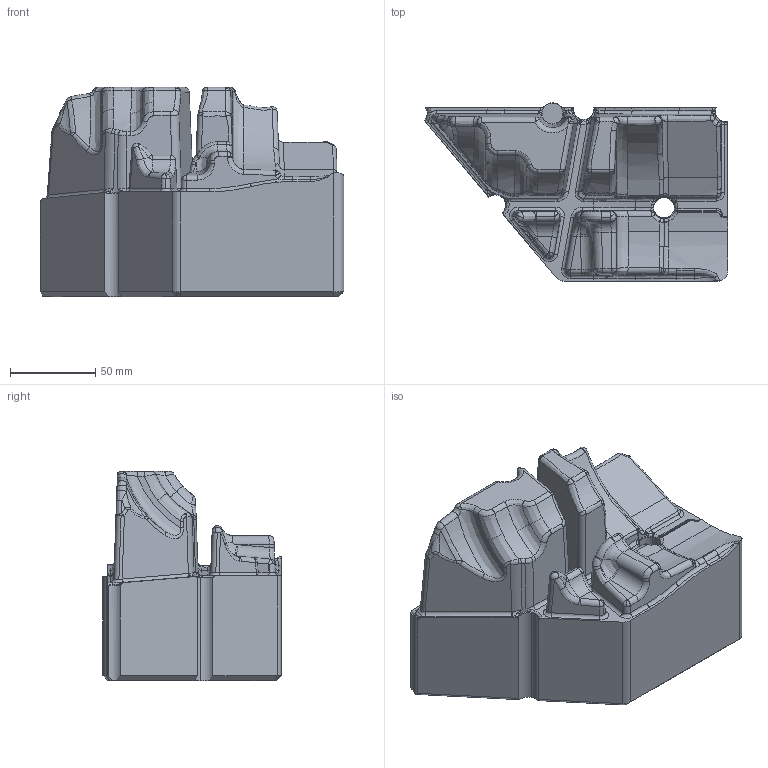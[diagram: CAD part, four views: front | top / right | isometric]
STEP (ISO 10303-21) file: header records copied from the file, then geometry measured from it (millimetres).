
FILE_DESCRIPTION(('CATIA V5 STEP Exchange'),'2;1');
FILE_NAME('RDU_450_LA2 CA Cooling Standard Size.stp','2019-11-26T13:48:37+00:00',('none'),('none'),'CATIA Version 5-6 Release 2016 SP5','CATIA V5 STEP AP203','none');
FILE_SCHEMA(('CONFIG_CONTROL_DESIGN'));
Products named in the file (1): CAS020AL00-22100-00
Bounding box: 178.35 x 104.71 x 122.96 mm (x, y, z)
Volume: 1146832.8 mm3; surface area: 104880.3 mm2
Topology: 1 solids, 1 shells, 543 faces, 1909 edges, 1325 vertices
Faces by surface type: bspline 212, cylinder 143, torus 64, plane 52, sphere 39, cone 31, extrusion 2
Entity records: 34214 total; most frequent: CARTESIAN_POINT 21803, ORIENTED_EDGE 3720, EDGE_CURVE 1860, VERTEX_POINT 1325, DIRECTION 1184, B_SPLINE_CURVE_WITH_KNOTS 864, AXIS2_PLACEMENT_3D 629, EDGE_LOOP 553
